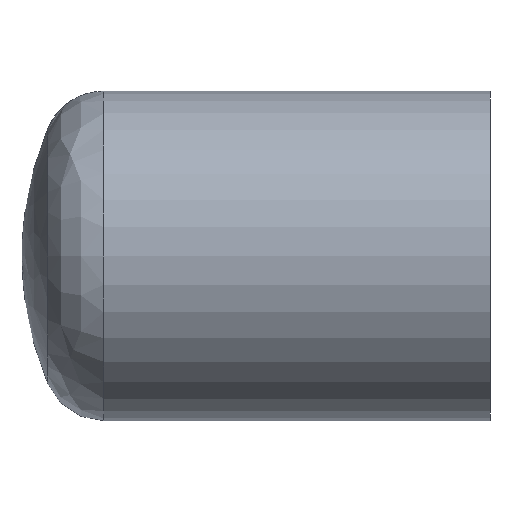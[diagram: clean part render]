
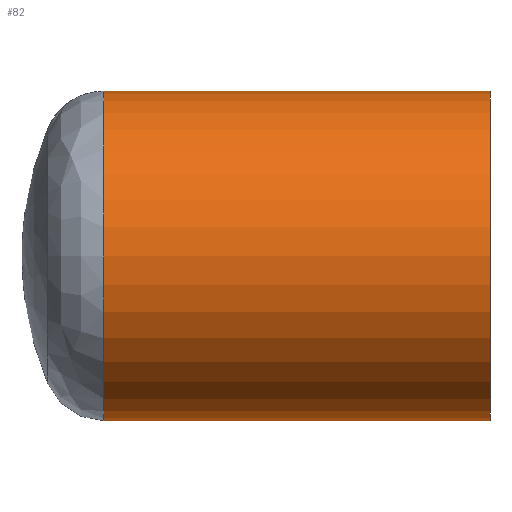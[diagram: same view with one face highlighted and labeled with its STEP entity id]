
A CAD part, front view. The second image highlights one B-rep face of the part: STEP entity #82.
In plain terms, the highlighted cylindrical face has radius 25 mm (diameter 50 mm), a full revolution.
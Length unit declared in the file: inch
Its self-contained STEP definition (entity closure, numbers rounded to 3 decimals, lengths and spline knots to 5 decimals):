
#7 = ORIENTED_EDGE ( 'NONE', *, *, #230, .T. ) ;
#12 = VERTEX_POINT ( 'NONE', #169 ) ;
#17 = CARTESIAN_POINT ( 'NONE',  ( -2.30774, 0., 0. ) ) ;
#21 = DIRECTION ( 'NONE',  ( 0., 0., -1. ) ) ;
#25 = DIRECTION ( 'NONE',  ( 0., 0., -1. ) ) ;
#44 = DIRECTION ( 'NONE',  ( 1., 0., 0. ) ) ;
#57 = VERTEX_POINT ( 'NONE', #100 ) ;
#71 = CIRCLE ( 'NONE', #220, 0.98425 ) ;
#82 = ADVANCED_FACE ( 'NONE', ( #147, #159 ), #98, .T. ) ;
#90 = EDGE_LOOP ( 'NONE', ( #113 ) ) ;
#92 = DIRECTION ( 'NONE',  ( 1., 0., 0. ) ) ;
#93 = CIRCLE ( 'NONE', #123, 0.98425 ) ;
#94 = DIRECTION ( 'NONE',  ( 0., 0., -1. ) ) ;
#98 = CYLINDRICAL_SURFACE ( 'NONE', #206, 0.98425 ) ;
#100 = CARTESIAN_POINT ( 'NONE',  ( -2.30774, 0., -0.98425 ) ) ;
#113 = ORIENTED_EDGE ( 'NONE', *, *, #198, .T. ) ;
#123 = AXIS2_PLACEMENT_3D ( 'NONE', #267, #289, #21 ) ;
#147 = FACE_OUTER_BOUND ( 'NONE', #90, .T. ) ;
#155 = CARTESIAN_POINT ( 'NONE',  ( -1.15387, 0., 0. ) ) ;
#159 = FACE_OUTER_BOUND ( 'NONE', #312, .T. ) ;
#169 = CARTESIAN_POINT ( 'NONE',  ( 0., 0., -0.98425 ) ) ;
#198 = EDGE_CURVE ( 'NONE', #12, #12, #93, .T. ) ;
#206 = AXIS2_PLACEMENT_3D ( 'NONE', #155, #92, #94 ) ;
#220 = AXIS2_PLACEMENT_3D ( 'NONE', #17, #44, #25 ) ;
#230 = EDGE_CURVE ( 'NONE', #57, #57, #71, .T. ) ;
#267 = CARTESIAN_POINT ( 'NONE',  ( 0., 0., 0. ) ) ;
#289 = DIRECTION ( 'NONE',  ( -1., 0., 0. ) ) ;
#312 = EDGE_LOOP ( 'NONE', ( #7 ) ) ;
